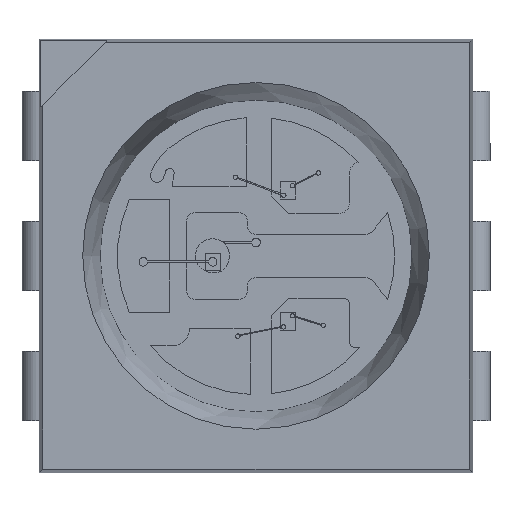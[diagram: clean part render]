
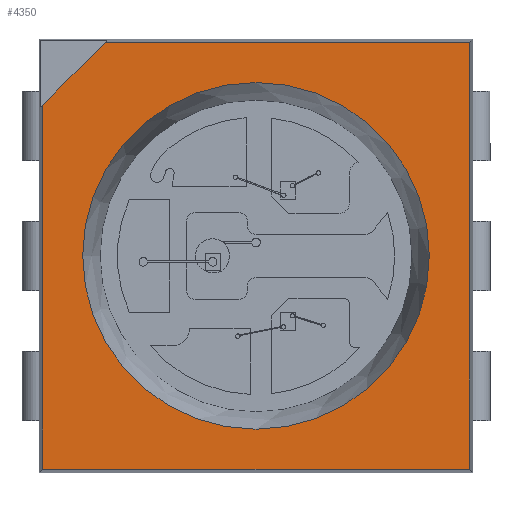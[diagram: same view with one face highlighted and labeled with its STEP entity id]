
A CAD part, top view. The second image highlights one B-rep face of the part: STEP entity #4350.
In plain terms, the highlighted planar face has unit normal (0, 0, 1).
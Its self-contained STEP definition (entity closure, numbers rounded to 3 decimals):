
#100=LINE('',#7544,#643);
#101=LINE('',#7547,#644);
#102=LINE('',#7549,#645);
#103=LINE('',#7551,#646);
#104=LINE('',#7553,#647);
#643=VECTOR('',#6313,1000.);
#644=VECTOR('',#6314,1000.);
#645=VECTOR('',#6315,1000.);
#646=VECTOR('',#6316,1000.);
#647=VECTOR('',#6317,1000.);
#1186=ORIENTED_EDGE('',*,*,#2488,.T.);
#1187=ORIENTED_EDGE('',*,*,#2489,.T.);
#1188=ORIENTED_EDGE('',*,*,#2490,.T.);
#1189=ORIENTED_EDGE('',*,*,#2491,.T.);
#1190=ORIENTED_EDGE('',*,*,#2492,.T.);
#1191=ORIENTED_EDGE('',*,*,#2493,.T.);
#2488=EDGE_CURVE('',#3139,#3139,#3573,.T.);
#2489=EDGE_CURVE('',#3140,#3141,#100,.F.);
#2490=EDGE_CURVE('',#3141,#3142,#101,.T.);
#2491=EDGE_CURVE('',#3142,#3143,#102,.F.);
#2492=EDGE_CURVE('',#3143,#3144,#103,.F.);
#2493=EDGE_CURVE('',#3144,#3140,#104,.F.);
#3139=VERTEX_POINT('',#7543);
#3140=VERTEX_POINT('',#7545);
#3141=VERTEX_POINT('',#7546);
#3142=VERTEX_POINT('',#7548);
#3143=VERTEX_POINT('',#7550);
#3144=VERTEX_POINT('',#7552);
#3573=CIRCLE('',#5964,2.);
#3678=EDGE_LOOP('',(#1186));
#3679=EDGE_LOOP('',(#1187,#1188,#1189,#1190,#1191));
#3923=FACE_BOUND('',#3678,.T.);
#3924=FACE_BOUND('',#3679,.T.);
#4168=PLANE('',#5963);
#4350=ADVANCED_FACE('',(#3923,#3924),#4168,.T.);
#5963=AXIS2_PLACEMENT_3D('',#7541,#6309,#6310);
#5964=AXIS2_PLACEMENT_3D('',#7542,#6311,#6312);
#6309=DIRECTION('',(0.,0.,1.));
#6310=DIRECTION('',(1.,0.,0.));
#6311=DIRECTION('',(0.,0.,-1.));
#6312=DIRECTION('',(-1.,0.,0.));
#6313=DIRECTION('',(1.,0.,0.));
#6314=DIRECTION('',(-0.707,-0.707,0.));
#6315=DIRECTION('',(0.,1.,0.));
#6316=DIRECTION('',(-1.,0.,0.));
#6317=DIRECTION('',(0.,-1.,0.));
#7541=CARTESIAN_POINT('',(-2.5,-2.5,1.9));
#7542=CARTESIAN_POINT('',(0.,0.,1.9));
#7543=CARTESIAN_POINT('',(-2.,0.,1.9));
#7544=CARTESIAN_POINT('',(0.,2.461,1.9));
#7545=CARTESIAN_POINT('',(2.461,2.461,1.9));
#7546=CARTESIAN_POINT('',(-1.739,2.461,1.9));
#7547=CARTESIAN_POINT('',(-1.7,2.5,1.9));
#7548=CARTESIAN_POINT('',(-2.461,1.739,1.9));
#7549=CARTESIAN_POINT('',(-2.461,0.,1.9));
#7550=CARTESIAN_POINT('',(-2.461,-2.461,1.9));
#7551=CARTESIAN_POINT('',(0.,-2.461,1.9));
#7552=CARTESIAN_POINT('',(2.461,-2.461,1.9));
#7553=CARTESIAN_POINT('',(2.461,0.,1.9));
